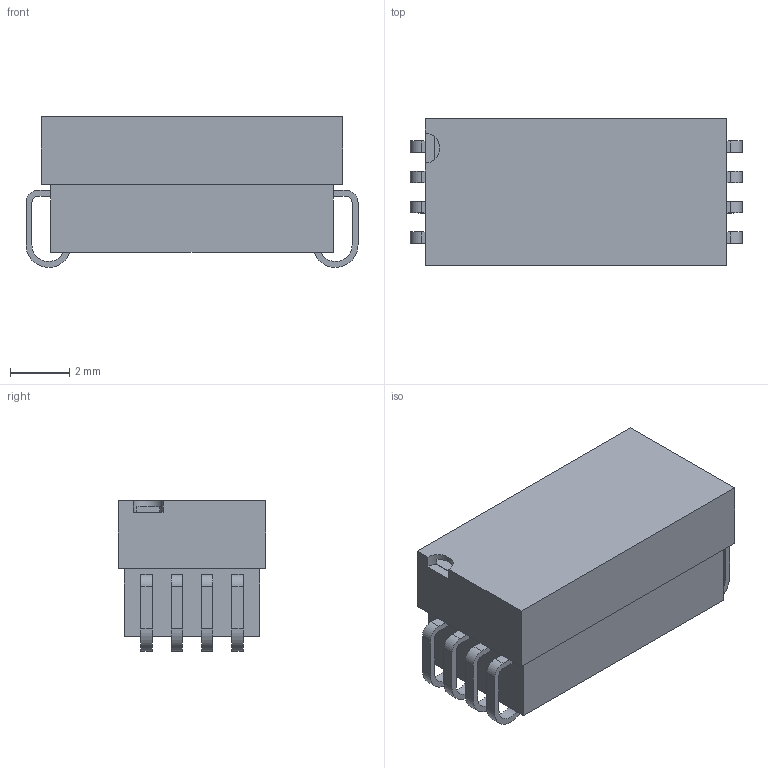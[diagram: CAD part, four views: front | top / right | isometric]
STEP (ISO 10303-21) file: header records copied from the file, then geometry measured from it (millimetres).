
FILE_DESCRIPTION((''),'2;1');
FILE_NAME('REL_COTO_9814-03-20.stp','2012-04-11T12:29:31',(''),(''),'Mechanical Desktop 2011','Mechanical Desktop 2011',', , ');
FILE_SCHEMA(('AUTOMOTIVE_DESIGN { 1 2 10303 214 1 1 1 1 }'));
Length unit declared in the file: millimetre
Products named in the file (1): Product
Bounding box: 11.17 x 4.95 x 5.08 mm (x, y, z)
Volume: 207.6 mm3; surface area: 471.7 mm2
Topology: 10 solids, 10 shells, 115 faces, 288 edges, 192 vertices
Faces by surface type: plane 50, bspline 48, cylinder 17
Entity records: 3685 total; most frequent: CARTESIAN_POINT 964, ORIENTED_EDGE 576, DIRECTION 492, EDGE_CURVE 288, VECTOR 220, LINE 220, VERTEX_POINT 192, AXIS2_PLACEMENT_3D 136
